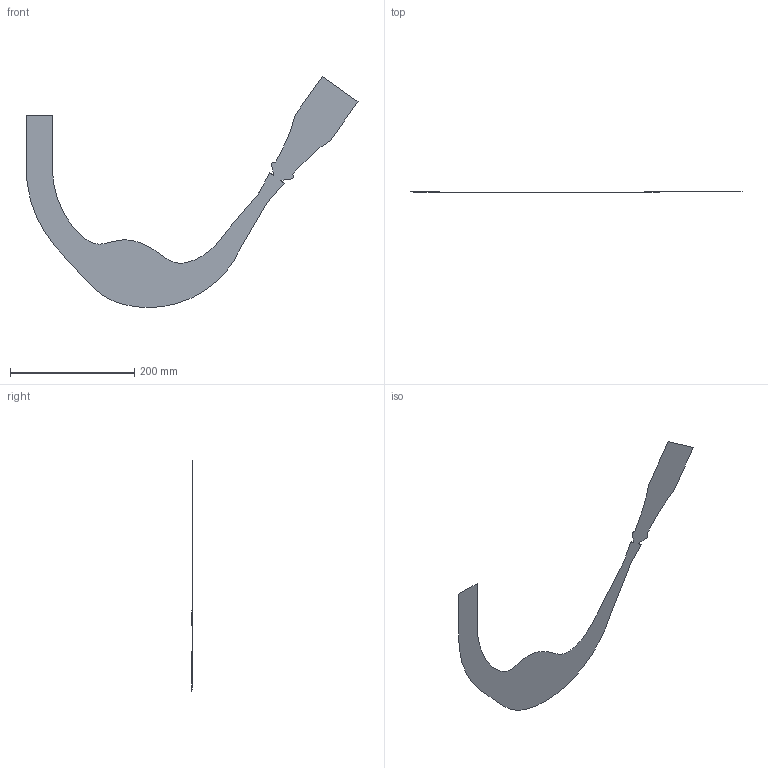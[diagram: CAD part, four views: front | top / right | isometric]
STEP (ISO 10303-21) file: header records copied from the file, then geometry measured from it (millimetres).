
FILE_DESCRIPTION(/* description */ ('','CAx-IF Rec.Pracs.---Representation and Presentation of Product Manufacturing Information (PMI)---4.0---2014-10-13'),/* implementation_level */ '2;1');
FILE_NAME(/* name */ 'Curved Intake v1.step',/* time_stamp */ '2025-02-26T15:30:48-06:00',/* author */ (''),/* organization */ (''),/* preprocessor_version */ 'ST-DEVELOPER v20',/* originating_system */ 'Autodesk Translation Framework v13.20.0.188',/* authorisation */ '');
FILE_SCHEMA (('AP242_MANAGED_MODEL_BASED_3D_ENGINEERING_MIM_LF { 1 0 10303 442 1 1 4 }'));
Length unit declared in the file: inch
Products named in the file (1): CFD
Bounding box: 533.48 x 0 x 371.32 mm (x, y, z)
Surface area: 42301.6 mm2 (no closed solid volume)
Topology: 0 solids, 1 shells, 1 faces, 34 edges, 34 vertices
Faces by surface type: plane 1
Entity records: 349 total; most frequent: CARTESIAN_POINT 87, DIRECTION 48, VERTEX_POINT 34, EDGE_CURVE 34, ORIENTED_EDGE 34, LINE 20, VECTOR 20, AXIS2_PLACEMENT_3D 14
